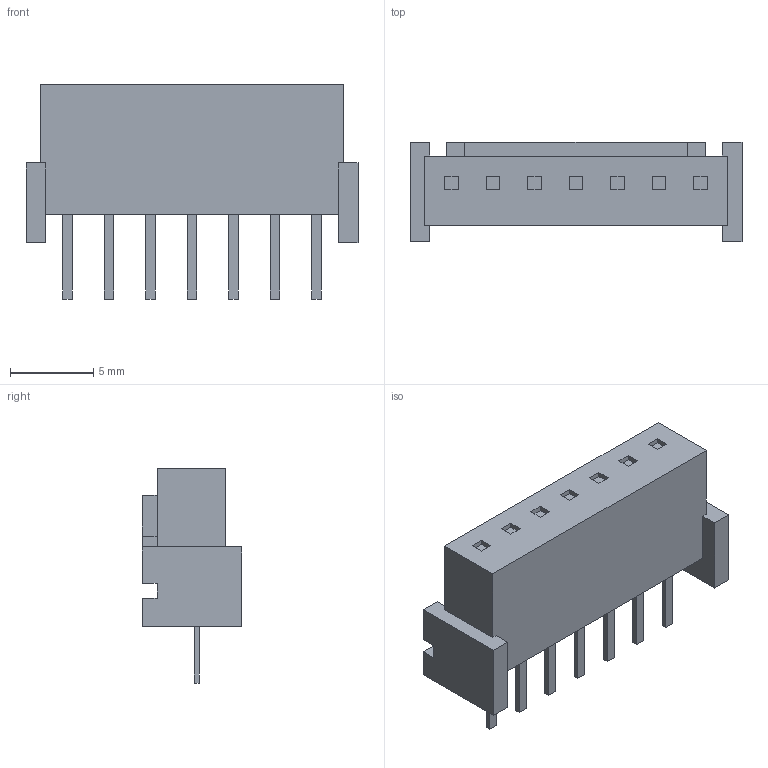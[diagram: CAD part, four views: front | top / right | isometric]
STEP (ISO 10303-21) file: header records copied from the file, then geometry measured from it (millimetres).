
FILE_DESCRIPTION(('FreeCAD Model'),'2;1');
FILE_NAME('07JQ-BT.STEP','2015-12-12T17:58:32',('Author'),(''), 'Open CASCADE STEP processor 6.8','FreeCAD','Unknown');
FILE_SCHEMA(('AUTOMOTIVE_DESIGN_CC2 { 1 2 10303 214 -1 1 5 4 }'));
Length unit declared in the file: millimetre
Products named in the file (1): 07JQ-BT
Bounding box: 20 x 6 x 12.9 mm (x, y, z)
Volume: 682.2 mm3; surface area: 719.9 mm2
Topology: 1 solids, 1 shells, 109 faces, 274 edges, 182 vertices
Faces by surface type: plane 109
Entity records: 7530 total; most frequent: CARTESIAN_POINT 1114, DIRECTION 1042, LINE 822, VECTOR 822, ORIENTED_EDGE 548, PCURVE 548, DEFINITIONAL_REPRESENTATION 548, EDGE_CURVE 274
